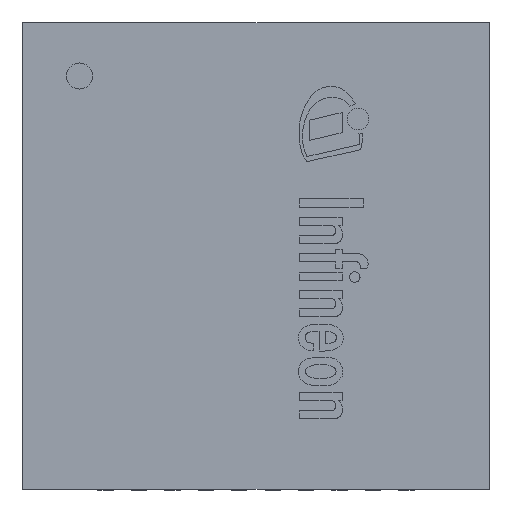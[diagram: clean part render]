
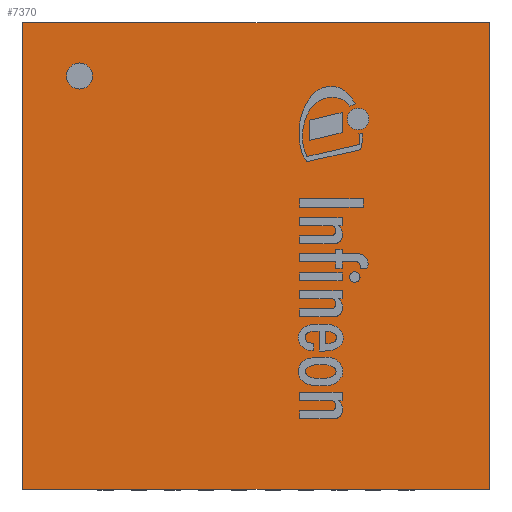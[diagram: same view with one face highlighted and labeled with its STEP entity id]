
A CAD part, top view. The second image highlights one B-rep face of the part: STEP entity #7370.
In plain terms, the highlighted planar face has unit normal (0, 0, 1).
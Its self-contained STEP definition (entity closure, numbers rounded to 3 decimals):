
#186=FACE_BOUND('',#1026,.T.);
#195=PLANE('',#7900);
#555=FACE_OUTER_BOUND('',#1025,.T.);
#1025=EDGE_LOOP('',(#5162,#5163,#5164,#5165));
#1026=EDGE_LOOP('',(#5166));
#1498=LINE('',#10666,#2341);
#1502=LINE('',#10673,#2345);
#1505=LINE('',#10679,#2348);
#1507=LINE('',#10682,#2350);
#2341=VECTOR('',#8544,1000.);
#2345=VECTOR('',#8550,1000.);
#2348=VECTOR('',#8555,1000.);
#2350=VECTOR('',#8559,1000.);
#3182=CIRCLE('',#7895,0.195);
#3368=VERTEX_POINT('',#10656);
#3371=VERTEX_POINT('',#10663);
#3372=VERTEX_POINT('',#10665);
#3374=VERTEX_POINT('',#10671);
#3376=VERTEX_POINT('',#10677);
#4079=EDGE_CURVE('',#3368,#3368,#3182,.T.);
#4082=EDGE_CURVE('',#3372,#3371,#1498,.T.);
#4086=EDGE_CURVE('',#3371,#3374,#1502,.T.);
#4089=EDGE_CURVE('',#3374,#3376,#1505,.T.);
#4091=EDGE_CURVE('',#3376,#3372,#1507,.T.);
#5162=ORIENTED_EDGE('',*,*,#4082,.T.);
#5163=ORIENTED_EDGE('',*,*,#4086,.T.);
#5164=ORIENTED_EDGE('',*,*,#4089,.T.);
#5165=ORIENTED_EDGE('',*,*,#4091,.T.);
#5166=ORIENTED_EDGE('',*,*,#4079,.F.);
#7370=ADVANCED_FACE('',(#555,#186),#195,.T.);
#7895=AXIS2_PLACEMENT_3D('',#10658,#8538,#8539);
#7900=AXIS2_PLACEMENT_3D('',#10683,#8560,#8561);
#8538=DIRECTION('center_axis',(0.,0.,1.));
#8539=DIRECTION('ref_axis',(0.,-1.,0.));
#8544=DIRECTION('',(1.,0.,0.));
#8550=DIRECTION('',(0.,1.,0.));
#8555=DIRECTION('',(-1.,0.,0.));
#8559=DIRECTION('',(0.,-1.,0.));
#8560=DIRECTION('center_axis',(0.,0.,1.));
#8561=DIRECTION('ref_axis',(0.,-1.,0.));
#10656=CARTESIAN_POINT('',(-2.64,2.885,1.35));
#10658=CARTESIAN_POINT('Origin',(-2.64,2.69,1.35));
#10663=CARTESIAN_POINT('',(3.49,-3.49,1.35));
#10665=CARTESIAN_POINT('',(-3.49,-3.49,1.35));
#10666=CARTESIAN_POINT('',(3.49,-3.49,1.35));
#10671=CARTESIAN_POINT('',(3.49,3.49,1.35));
#10673=CARTESIAN_POINT('',(3.49,3.49,1.35));
#10677=CARTESIAN_POINT('',(-3.49,3.49,1.35));
#10679=CARTESIAN_POINT('',(3.49,3.49,1.35));
#10682=CARTESIAN_POINT('',(-3.49,3.49,1.35));
#10683=CARTESIAN_POINT('Origin',(0.,0.,1.35));
